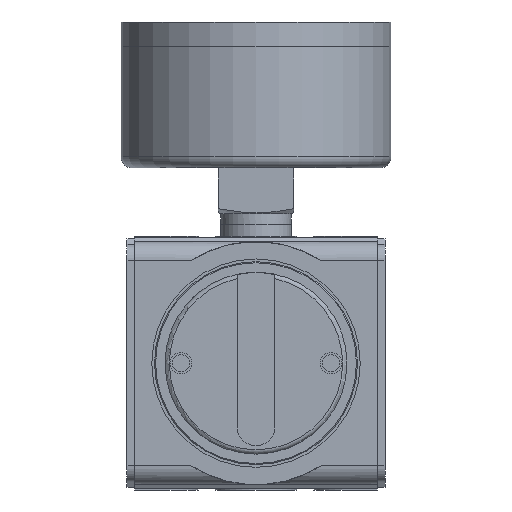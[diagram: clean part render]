
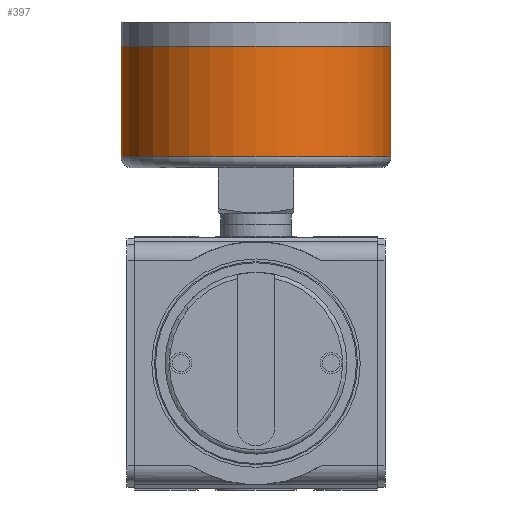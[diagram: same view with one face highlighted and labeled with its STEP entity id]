
A CAD part, front view. The second image highlights one B-rep face of the part: STEP entity #397.
In plain terms, the highlighted cylindrical face has radius 25 mm (diameter 50 mm), a full revolution.
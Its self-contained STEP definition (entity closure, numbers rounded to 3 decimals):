
#397 = ADVANCED_FACE( '', ( #967, #968 ), #969, .T. );
#967 = FACE_OUTER_BOUND( '', #1551, .T. );
#968 = FACE_OUTER_BOUND( '', #1552, .T. );
#969 = CYLINDRICAL_SURFACE( '', #1553, 25. );
#1551 = EDGE_LOOP( '', ( #3214 ) );
#1552 = EDGE_LOOP( '', ( #3215 ) );
#1553 = AXIS2_PLACEMENT_3D( '', #3216, #3217, #3218 );
#3214 = ORIENTED_EDGE( '', *, *, #3781, .F. );
#3215 = ORIENTED_EDGE( '', *, *, #3780, .T. );
#3216 = CARTESIAN_POINT( '', ( 0., 0., 15.5 ) );
#3217 = DIRECTION( '', ( 0., 0., 1. ) );
#3218 = DIRECTION( '', ( -1., 0., 0. ) );
#3780 = EDGE_CURVE( '', #4631, #4631, #4632, .T. );
#3781 = EDGE_CURVE( '', #4633, #4633, #4634, .T. );
#4631 = VERTEX_POINT( '', #5952 );
#4632 = CIRCLE( '', #5953, 25. );
#4633 = VERTEX_POINT( '', #5954 );
#4634 = CIRCLE( '', #5955, 25. );
#5952 = CARTESIAN_POINT( '', ( -25., 0., 37.98 ) );
#5953 = AXIS2_PLACEMENT_3D( '', #6729, #6730, #6731 );
#5954 = CARTESIAN_POINT( '', ( -25., 0., 17.5 ) );
#5955 = AXIS2_PLACEMENT_3D( '', #6732, #6733, #6734 );
#6729 = CARTESIAN_POINT( '', ( 0., 0., 37.98 ) );
#6730 = DIRECTION( '', ( 0., 0., -1. ) );
#6731 = DIRECTION( '', ( -1., 0., 0. ) );
#6732 = CARTESIAN_POINT( '', ( 0., 0., 17.5 ) );
#6733 = DIRECTION( '', ( 0., 0., -1. ) );
#6734 = DIRECTION( '', ( -1., 0., 0. ) );
